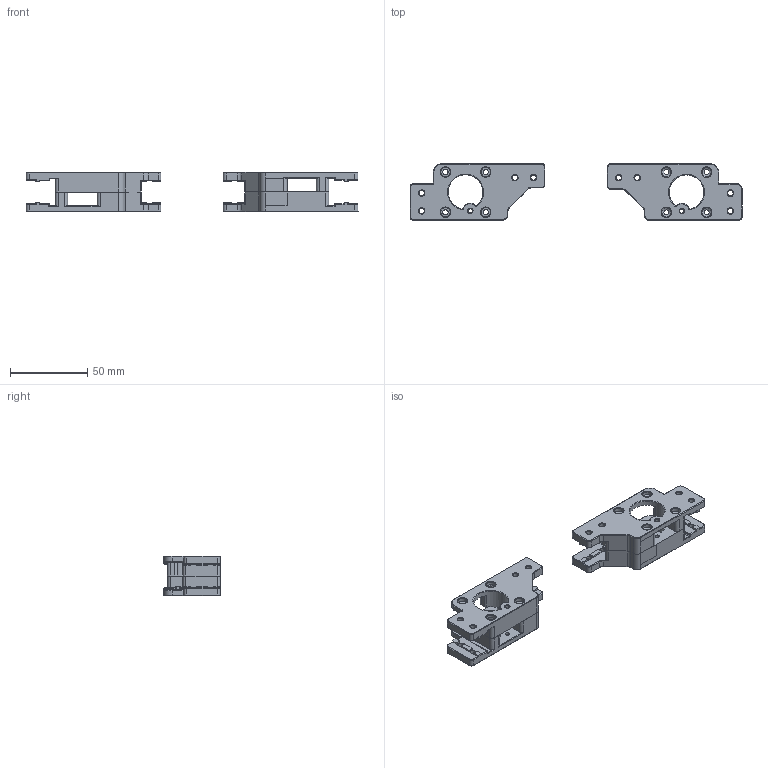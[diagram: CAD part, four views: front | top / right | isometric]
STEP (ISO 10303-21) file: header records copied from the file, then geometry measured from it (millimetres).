
FILE_DESCRIPTION(/* description */ (''),/* implementation_level */ '2;1');
FILE_NAME(/* name */ 'AB_DriveBack.step',/* time_stamp */ '2022-04-17T11:46:20+02:00',/* author */ (''),/* organization */ (''),/* preprocessor_version */ 'ST-DEVELOPER v18.1',/* originating_system */ 'Autodesk Translation Framework v10.14.0.1471',/* authorisation */ '');
FILE_SCHEMA (('AUTOMOTIVE_DESIGN { 1 0 10303 214 3 1 1 }'));
Length unit declared in the file: millimetre
Products named in the file (3): AB_Drive; A Drive Frame v1; B Drive Frame (1) v1
Assembly tree (2 placements, depth 2):
  AB_Drive
    A Drive Frame v1
    B Drive Frame (1) v1
Bounding box: 214.45 x 36.58 x 25.53 mm (x, y, z)
Volume: 65183.6 mm3; surface area: 31203.8 mm2
Topology: 4 solids, 4 shells, 674 faces, 1787 edges, 1123 vertices
Faces by surface type: cylinder 269, plane 261, cone 138, bspline 6
Full cylindrical faces by diameter (mm): 2.8 x4, 3.4 x32, 6 x8
Entity records: 21367 total; most frequent: CARTESIAN_POINT 3947, DIRECTION 3812, ORIENTED_EDGE 3574, EDGE_CURVE 1787, AXIS2_PLACEMENT_3D 1388, VERTEX_POINT 1123, LINE 1036, VECTOR 1036
